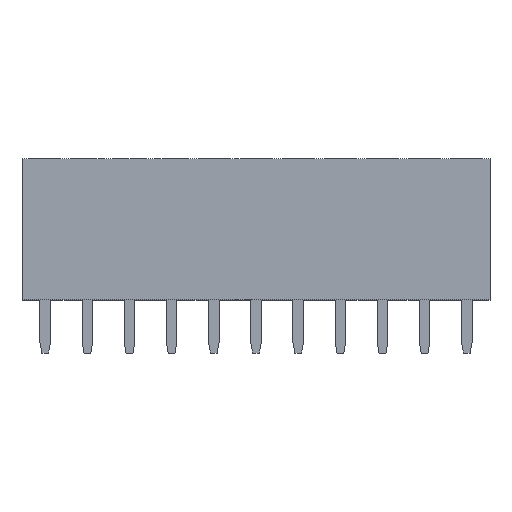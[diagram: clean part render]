
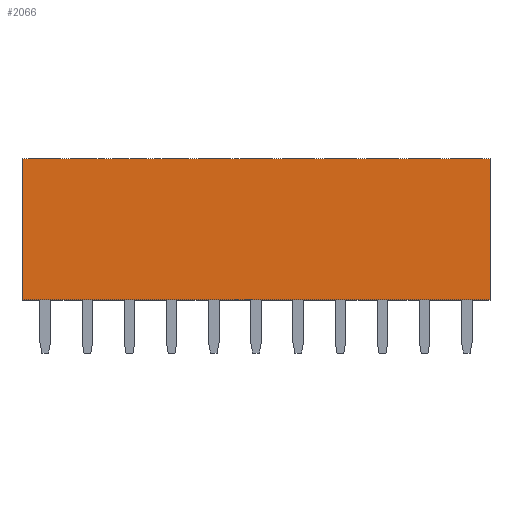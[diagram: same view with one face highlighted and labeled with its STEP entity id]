
A CAD part, top view. The second image highlights one B-rep face of the part: STEP entity #2066.
In plain terms, the highlighted planar face has unit normal (0, 0, 1).
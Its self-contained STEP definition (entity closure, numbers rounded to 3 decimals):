
#2066=ADVANCED_FACE('',(#4179),#4180,.T.);
#4179=FACE_OUTER_BOUND('',#6312,.T.);
#4180=PLANE('',#6313);
#6312=EDGE_LOOP('',(#13119,#13120,#13121,#13122));
#6313=AXIS2_PLACEMENT_3D('',#13123,#13124,#13125);
#13119=ORIENTED_EDGE('',*,*,#16102,.T.);
#13120=ORIENTED_EDGE('',*,*,#16103,.F.);
#13121=ORIENTED_EDGE('',*,*,#16104,.F.);
#13122=ORIENTED_EDGE('',*,*,#14540,.T.);
#13123=CARTESIAN_POINT('',(-14.095,4.25,2.5));
#13124=DIRECTION('',(0.,0.0,1.0));
#13125=DIRECTION('',(0.0,-1.0,0.0));
#14540=EDGE_CURVE('',#17953,#17951,#17954,.T.);
#16102=EDGE_CURVE('',#17951,#20300,#20301,.T.);
#16103=EDGE_CURVE('',#20302,#20300,#20303,.T.);
#16104=EDGE_CURVE('',#17953,#20302,#20304,.T.);
#17951=VERTEX_POINT('',#22979);
#17953=VERTEX_POINT('',#22982);
#17954=LINE('',#22983,#22984);
#20300=VERTEX_POINT('',#26468);
#20301=LINE('',#26469,#26470);
#20302=VERTEX_POINT('',#26471);
#20303=LINE('',#26472,#26473);
#20304=LINE('',#26474,#26475);
#22979=CARTESIAN_POINT('',(14.095,0.0,2.5));
#22982=CARTESIAN_POINT('',(-14.095,0.0,2.5));
#22983=CARTESIAN_POINT('',(-14.095,0.0,2.5));
#22984=VECTOR('',#27605,1.0);
#26468=CARTESIAN_POINT('',(14.095,8.5,2.5));
#26469=CARTESIAN_POINT('',(14.095,0.0,2.5));
#26470=VECTOR('',#28879,1.0);
#26471=CARTESIAN_POINT('',(-14.095,8.5,2.5));
#26472=CARTESIAN_POINT('',(-14.095,8.5,2.5));
#26473=VECTOR('',#28880,1.0);
#26474=CARTESIAN_POINT('',(-14.095,0.0,2.5));
#26475=VECTOR('',#28881,1.0);
#27605=DIRECTION('',(1.0,0.0,0.));
#28879=DIRECTION('',(0.0,1.0,0.0));
#28880=DIRECTION('',(1.0,0.0,0.));
#28881=DIRECTION('',(0.0,1.0,0.0));
